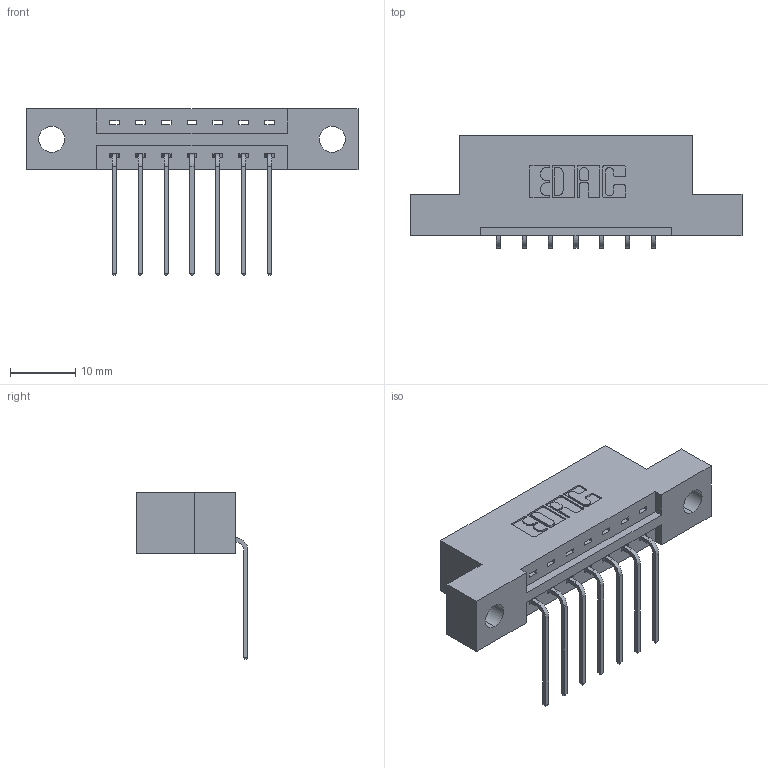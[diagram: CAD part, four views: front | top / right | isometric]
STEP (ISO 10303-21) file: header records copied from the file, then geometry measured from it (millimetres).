
FILE_DESCRIPTION (( 'STEP AP203' ), '1' );
FILE_NAME ('337-007-559-104.STEP', '2019-09-27T18:23:00', ( '' ), ( '' ), 'SwSTEP 2.0', 'SolidWorks 2016', '' );
FILE_SCHEMA (( 'CONFIG_CONTROL_DESIGN' ));
Length unit declared in the file: inch
Products named in the file (3): 345-292-001_558 559 Tail - 1; 337-007-559-104; 337 Part_Flush Mounting Lugs - 0.156 Dia-TH
Assembly tree (8 placements, depth 2):
  337-007-559-104
    337 Part_Flush Mounting Lugs - 0.156 Dia-TH
    345-292-001_558 559 Tail - 1  x7
Bounding box: 50.75 x 17.09 x 25.53 mm (x, y, z)
Volume: 4772 mm3; surface area: 4675.5 mm2
Topology: 8 solids, 8 shells, 562 faces, 1669 edges, 1102 vertices
Faces by surface type: plane 406, cylinder 156
Entity records: 9817 total; most frequent: CARTESIAN_POINT 1715, ORIENTED_EDGE 1658, DIRECTION 1515, EDGE_CURVE 829, LINE 701, VECTOR 701, VERTEX_POINT 550, AXIS2_PLACEMENT_3D 407
